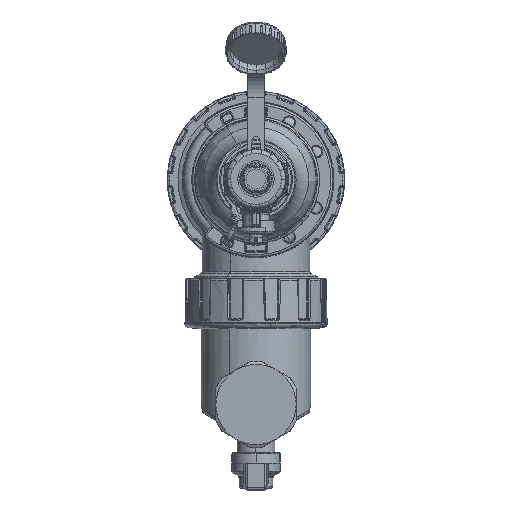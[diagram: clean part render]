
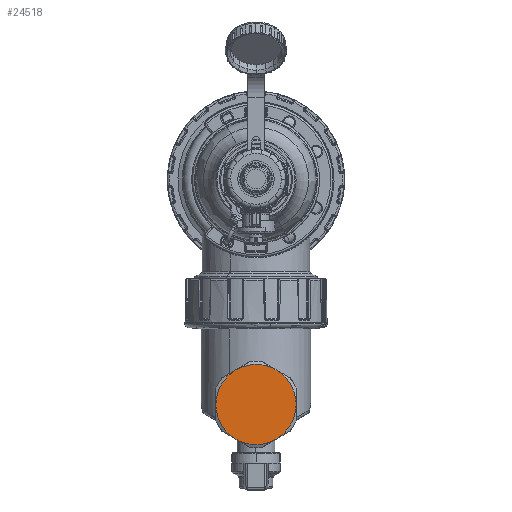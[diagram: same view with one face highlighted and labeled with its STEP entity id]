
A CAD part, front view. The second image highlights one B-rep face of the part: STEP entity #24518.
In plain terms, the highlighted planar face has unit normal (0, -1, 0).
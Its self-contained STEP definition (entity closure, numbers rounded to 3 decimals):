
#22130=CARTESIAN_POINT('Vertex',(19.,-110.5,-0.4)) ;
#22503=CARTESIAN_POINT('Vertex',(9.5,-110.5,-16.854)) ;
#22682=CARTESIAN_POINT('Vertex',(-9.5,-110.5,-16.854)) ;
#22959=CARTESIAN_POINT('Vertex',(-19.,-110.5,-0.4)) ;
#23235=CARTESIAN_POINT('Vertex',(-9.5,-110.5,16.054)) ;
#23511=CARTESIAN_POINT('Vertex',(9.5,-110.5,16.054)) ;
#23963=CARTESIAN_POINT('Control Point',(9.5,-110.5,16.054)) ;
#23964=CARTESIAN_POINT('Control Point',(19.,-110.5,10.57)) ;
#23965=CARTESIAN_POINT('Control Point',(19.,-110.5,-0.4)) ;
#24002=CARTESIAN_POINT('Control Point',(19.,-110.5,-0.4)) ;
#24003=CARTESIAN_POINT('Control Point',(19.,-110.5,-11.37)) ;
#24004=CARTESIAN_POINT('Control Point',(9.5,-110.5,-16.854)) ;
#24077=CARTESIAN_POINT('Control Point',(9.5,-110.5,-16.854)) ;
#24078=CARTESIAN_POINT('Control Point',(0.,-110.5,-22.339)) ;
#24079=CARTESIAN_POINT('Control Point',(-9.5,-110.5,-16.854)) ;
#24116=CARTESIAN_POINT('Control Point',(-9.5,-110.5,-16.854)) ;
#24117=CARTESIAN_POINT('Control Point',(-19.,-110.5,-11.37)) ;
#24118=CARTESIAN_POINT('Control Point',(-19.,-110.5,-0.4)) ;
#24173=CARTESIAN_POINT('Control Point',(-19.,-110.5,-0.4)) ;
#24174=CARTESIAN_POINT('Control Point',(-19.,-110.5,10.57)) ;
#24175=CARTESIAN_POINT('Control Point',(-9.5,-110.5,16.054)) ;
#24230=CARTESIAN_POINT('Control Point',(-9.5,-110.5,16.054)) ;
#24231=CARTESIAN_POINT('Control Point',(0.,-110.5,21.539)) ;
#24232=CARTESIAN_POINT('Control Point',(9.5,-110.5,16.054)) ;
#24505=CARTESIAN_POINT('Axis2P3D Location',(-13.909,-110.5,-52.309)) ;
#24506=DIRECTION('Axis2P3D Direction',(0.,1.,0.)) ;
#24507=DIRECTION('Axis2P3D XDirection',(-0.5,0.,0.866)) ;
#24508=AXIS2_PLACEMENT_3D('Plane Axis2P3D',#24505,#24506,#24507) ;
#24511=ORIENTED_EDGE('',*,*,#24080,.F.) ;
#24512=ORIENTED_EDGE('',*,*,#24005,.F.) ;
#24513=ORIENTED_EDGE('',*,*,#23966,.F.) ;
#24514=ORIENTED_EDGE('',*,*,#24233,.F.) ;
#24515=ORIENTED_EDGE('',*,*,#24176,.F.) ;
#24516=ORIENTED_EDGE('',*,*,#24119,.T.) ;
#24518=ADVANCED_FACE('PartBody',(#24517),#24509,.F.) ;
#23966=EDGE_CURVE('',#23512,#22131,#23962,.T.) ;
#24005=EDGE_CURVE('',#22131,#22504,#24001,.T.) ;
#24080=EDGE_CURVE('',#22504,#22683,#24076,.T.) ;
#24119=EDGE_CURVE('',#22960,#22683,#24115,.F.) ;
#24176=EDGE_CURVE('',#22960,#23236,#24172,.T.) ;
#24233=EDGE_CURVE('',#23236,#23512,#24229,.T.) ;
#24510=EDGE_LOOP('',(#24511,#24512,#24513,#24514,#24515,#24516)) ;
#24517=FACE_OUTER_BOUND('',#24510,.T.) ;
#24509=PLANE('',#24508) ;
#22131=VERTEX_POINT('',#22130) ;
#22504=VERTEX_POINT('',#22503) ;
#22683=VERTEX_POINT('',#22682) ;
#22960=VERTEX_POINT('',#22959) ;
#23236=VERTEX_POINT('',#23235) ;
#23512=VERTEX_POINT('',#23511) ;
#23962=(BOUNDED_CURVE()B_SPLINE_CURVE(2,(#23963,#23964,#23965),.UNSPECIFIED.,.F.,.U.)B_SPLINE_CURVE_WITH_KNOTS((3,3),(0.001,22.807),.UNSPECIFIED.)CURVE()GEOMETRIC_REPRESENTATION_ITEM()RATIONAL_B_SPLINE_CURVE((1.,0.866,1.))REPRESENTATION_ITEM('')) ;
#24001=(BOUNDED_CURVE()B_SPLINE_CURVE(2,(#24002,#24003,#24004),.UNSPECIFIED.,.F.,.U.)B_SPLINE_CURVE_WITH_KNOTS((3,3),(0.001,22.807),.UNSPECIFIED.)CURVE()GEOMETRIC_REPRESENTATION_ITEM()RATIONAL_B_SPLINE_CURVE((1.,0.866,1.))REPRESENTATION_ITEM('')) ;
#24076=(BOUNDED_CURVE()B_SPLINE_CURVE(2,(#24077,#24078,#24079),.UNSPECIFIED.,.F.,.U.)B_SPLINE_CURVE_WITH_KNOTS((3,3),(0.001,22.807),.UNSPECIFIED.)CURVE()GEOMETRIC_REPRESENTATION_ITEM()RATIONAL_B_SPLINE_CURVE((1.,0.866,1.))REPRESENTATION_ITEM('')) ;
#24115=(BOUNDED_CURVE()B_SPLINE_CURVE(2,(#24116,#24117,#24118),.UNSPECIFIED.,.F.,.U.)B_SPLINE_CURVE_WITH_KNOTS((3,3),(0.001,22.807),.UNSPECIFIED.)CURVE()GEOMETRIC_REPRESENTATION_ITEM()RATIONAL_B_SPLINE_CURVE((1.,0.866,1.))REPRESENTATION_ITEM('')) ;
#24172=(BOUNDED_CURVE()B_SPLINE_CURVE(2,(#24173,#24174,#24175),.UNSPECIFIED.,.F.,.U.)B_SPLINE_CURVE_WITH_KNOTS((3,3),(0.001,22.807),.UNSPECIFIED.)CURVE()GEOMETRIC_REPRESENTATION_ITEM()RATIONAL_B_SPLINE_CURVE((1.,0.866,1.))REPRESENTATION_ITEM('')) ;
#24229=(BOUNDED_CURVE()B_SPLINE_CURVE(2,(#24230,#24231,#24232),.UNSPECIFIED.,.F.,.U.)B_SPLINE_CURVE_WITH_KNOTS((3,3),(0.001,22.807),.UNSPECIFIED.)CURVE()GEOMETRIC_REPRESENTATION_ITEM()RATIONAL_B_SPLINE_CURVE((1.,0.866,1.))REPRESENTATION_ITEM('')) ;
